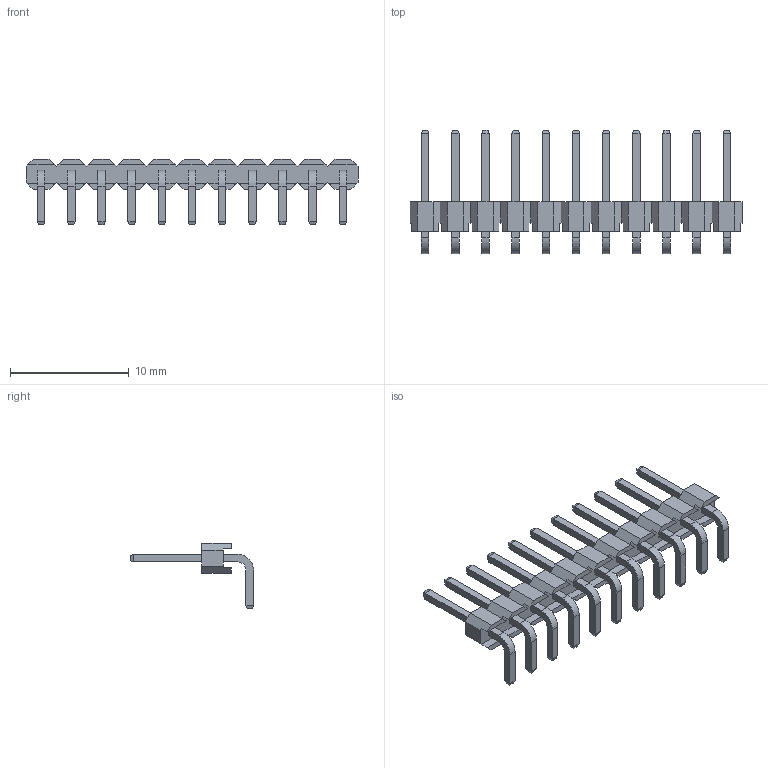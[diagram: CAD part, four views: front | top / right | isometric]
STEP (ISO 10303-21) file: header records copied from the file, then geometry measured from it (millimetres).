
FILE_DESCRIPTION(('STEP AP214'), '1');
FILE_NAME('PLS-RD', '', ('UNSPECIFIED'), ('UNSPECIFIED'), 'ASCON STEP Converter 1.6', 'ASCON Math Kernel', '');
FILE_SCHEMA(('AUTOMOTIVE_DESIGN { 1 0 10303 214 3 1 1}'));
Length unit declared in the file: millimetre
Bounding box: 27.94 x 10.36 x 5.54 mm (x, y, z)
Volume: 179.6 mm3; surface area: 659.8 mm2
Topology: 1 solids, 1 shells, 356 faces, 908 edges, 576 vertices
Faces by surface type: plane 334, cylinder 22
Entity records: 13340 total; most frequent: CARTESIAN_POINT 1841, ORIENTED_EDGE 1816, DIRECTION 1666, EDGE_CURVE 908, LINE 864, VECTOR 864, VERTEX_POINT 576, AXIS2_PLACEMENT_3D 401
